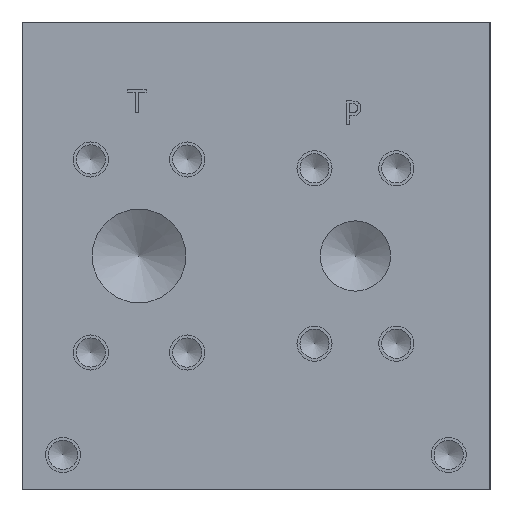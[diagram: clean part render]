
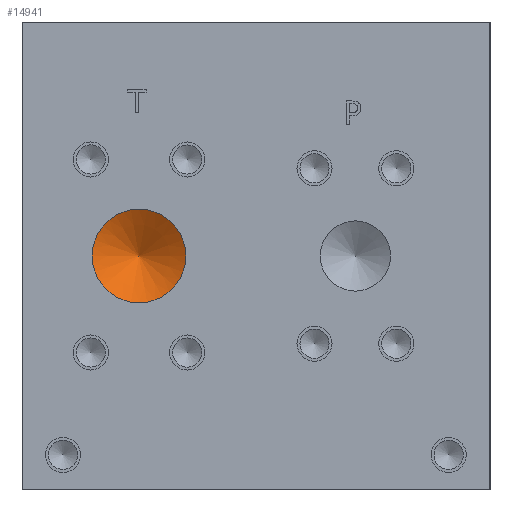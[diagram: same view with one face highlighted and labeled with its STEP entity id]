
A CAD part, left-side view. The second image highlights one B-rep face of the part: STEP entity #14941.
In plain terms, the highlighted conical face has half-angle 60 degrees and reference radius 6.35 mm.
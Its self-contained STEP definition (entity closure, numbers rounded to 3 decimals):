
#130=CONICAL_SURFACE('',#15701,6.35,1.047);
#303=CIRCLE('',#15702,12.7);
#304=CIRCLE('',#15703,12.7);
#1750=FACE_OUTER_BOUND('',#2629,.T.);
#2629=EDGE_LOOP('',(#12372,#12373,#12374,#12375));
#4127=LINE('',#24850,#5519);
#5519=VECTOR('',#18502,6.35);
#6803=VERTEX_POINT('',#24846);
#6804=VERTEX_POINT('',#24847);
#6805=VERTEX_POINT('',#24849);
#8775=EDGE_CURVE('',#6803,#6804,#303,.T.);
#8776=EDGE_CURVE('',#6804,#6805,#4127,.T.);
#8777=EDGE_CURVE('',#6804,#6803,#304,.T.);
#12372=ORIENTED_EDGE('',*,*,#8775,.T.);
#12373=ORIENTED_EDGE('',*,*,#8776,.T.);
#12374=ORIENTED_EDGE('',*,*,#8776,.F.);
#12375=ORIENTED_EDGE('',*,*,#8777,.T.);
#14941=ADVANCED_FACE('',(#1750),#130,.F.);
#15701=AXIS2_PLACEMENT_3D('',#24845,#18498,#18499);
#15702=AXIS2_PLACEMENT_3D('',#24848,#18500,#18501);
#15703=AXIS2_PLACEMENT_3D('',#24851,#18503,#18504);
#18498=DIRECTION('center_axis',(-1.,0.,0.));
#18499=DIRECTION('ref_axis',(0.,1.,0.));
#18500=DIRECTION('center_axis',(-1.,0.,0.));
#18501=DIRECTION('ref_axis',(0.,1.,0.));
#18502=DIRECTION('',(0.5,0.866,0.));
#18503=DIRECTION('center_axis',(-1.,0.,0.));
#18504=DIRECTION('ref_axis',(0.,1.,0.));
#24845=CARTESIAN_POINT('Origin',(10.999,95.25,63.5));
#24846=CARTESIAN_POINT('',(7.332,107.95,63.5));
#24847=CARTESIAN_POINT('',(7.332,82.55,63.5));
#24848=CARTESIAN_POINT('Origin',(7.332,95.25,63.5));
#24849=CARTESIAN_POINT('',(14.665,95.25,63.5));
#24850=CARTESIAN_POINT('',(10.999,88.9,63.5));
#24851=CARTESIAN_POINT('Origin',(7.332,95.25,63.5));
